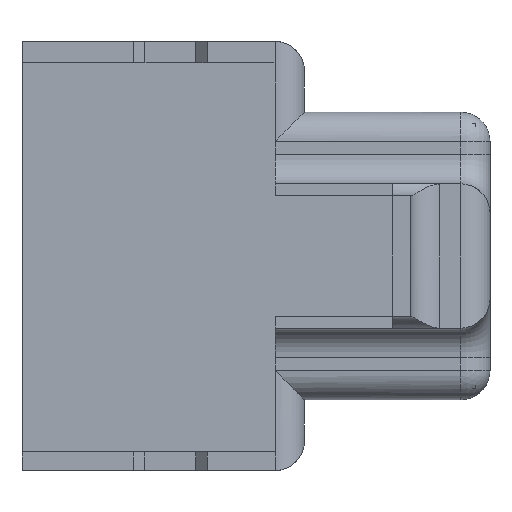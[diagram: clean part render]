
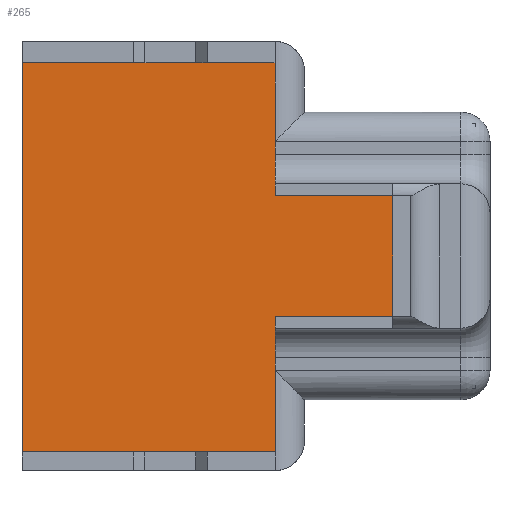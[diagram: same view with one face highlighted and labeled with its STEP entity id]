
A CAD part, left-side view. The second image highlights one B-rep face of the part: STEP entity #265.
In plain terms, the highlighted planar face has unit normal (-1, 0, 0).
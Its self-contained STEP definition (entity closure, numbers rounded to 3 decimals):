
#81 = CARTESIAN_POINT ( 'NONE',  ( 28.548, 2.54, 22.455 ) ) ;
#265 = ADVANCED_FACE ( 'NONE', ( #12635 ), #16670, .T. ) ;
#579 = ORIENTED_EDGE ( 'NONE', *, *, #16610, .F. ) ;
#675 = VERTEX_POINT ( 'NONE', #6948 ) ;
#800 = VECTOR ( 'NONE', #921, 1000. ) ;
#834 = LINE ( 'NONE', #7226, #800 ) ;
#921 = DIRECTION ( 'NONE',  ( 0., 0., 1. ) ) ;
#1000 = ORIENTED_EDGE ( 'NONE', *, *, #4597, .F. ) ;
#1455 = VERTEX_POINT ( 'NONE', #8065 ) ;
#1803 = CARTESIAN_POINT ( 'NONE',  ( 28.548, 79.54, 32.832 ) ) ;
#2986 = LINE ( 'NONE', #1803, #4036 ) ;
#3177 = EDGE_CURVE ( 'NONE', #15679, #16645, #13795, .T. ) ;
#3552 = AXIS2_PLACEMENT_3D ( 'NONE', #5136, #10443, #7733 ) ;
#3570 = VERTEX_POINT ( 'NONE', #13337 ) ;
#3729 = VERTEX_POINT ( 'NONE', #10291 ) ;
#3820 = VECTOR ( 'NONE', #15588, 1000. ) ;
#4036 = VECTOR ( 'NONE', #13266, 1000. ) ;
#4357 = EDGE_CURVE ( 'NONE', #4502, #3570, #13922, .T. ) ;
#4358 = VECTOR ( 'NONE', #8188, 1000. ) ;
#4430 = VECTOR ( 'NONE', #14231, 1000. ) ;
#4502 = VERTEX_POINT ( 'NONE', #14743 ) ;
#4597 = EDGE_CURVE ( 'NONE', #1455, #3729, #834, .T. ) ;
#5022 = CARTESIAN_POINT ( 'NONE',  ( 28.548, 36.54, 22.455 ) ) ;
#5122 = ORIENTED_EDGE ( 'NONE', *, *, #11624, .T. ) ;
#5136 = CARTESIAN_POINT ( 'NONE',  ( 28.548, 36.54, 22.455 ) ) ;
#5645 = LINE ( 'NONE', #8337, #14291 ) ;
#5694 = ORIENTED_EDGE ( 'NONE', *, *, #8315, .F. ) ;
#5742 = LINE ( 'NONE', #10966, #4358 ) ;
#6948 = CARTESIAN_POINT ( 'NONE',  ( 28.548, 36.54, 32.832 ) ) ;
#7167 = CARTESIAN_POINT ( 'NONE',  ( 28.548, 36.54, 22.455 ) ) ;
#7226 = CARTESIAN_POINT ( 'NONE',  ( 28.548, 79.54, 0. ) ) ;
#7733 = DIRECTION ( 'NONE',  ( 0., 0., 1. ) ) ;
#7765 = CARTESIAN_POINT ( 'NONE',  ( 28.548, 2.54, -22.455 ) ) ;
#7990 = LINE ( 'NONE', #10449, #3820 ) ;
#8065 = CARTESIAN_POINT ( 'NONE',  ( 28.548, 79.54, -33.283 ) ) ;
#8188 = DIRECTION ( 'NONE',  ( 0., -1., 0. ) ) ;
#8315 = EDGE_CURVE ( 'NONE', #3729, #675, #2986, .T. ) ;
#8337 = CARTESIAN_POINT ( 'NONE',  ( 28.548, 36.54, 0. ) ) ;
#9247 = ORIENTED_EDGE ( 'NONE', *, *, #12986, .T. ) ;
#10002 = ORIENTED_EDGE ( 'NONE', *, *, #3177, .F. ) ;
#10027 = VECTOR ( 'NONE', #13837, 1000. ) ;
#10161 = DIRECTION ( 'NONE',  ( 0., -1., 0. ) ) ;
#10291 = CARTESIAN_POINT ( 'NONE',  ( 28.548, 79.54, 32.832 ) ) ;
#10443 = DIRECTION ( 'NONE',  ( -1., 0., 0. ) ) ;
#10449 = CARTESIAN_POINT ( 'NONE',  ( 28.548, 36.54, -22.455 ) ) ;
#10966 = CARTESIAN_POINT ( 'NONE',  ( 28.548, 79.54, -33.283 ) ) ;
#11619 = LINE ( 'NONE', #81, #4430 ) ;
#11624 = EDGE_CURVE ( 'NONE', #15679, #675, #5645, .T. ) ;
#11681 = VECTOR ( 'NONE', #10161, 1000. ) ;
#12635 = FACE_OUTER_BOUND ( 'NONE', #14756, .T. ) ;
#12986 = EDGE_CURVE ( 'NONE', #3570, #14521, #7990, .T. ) ;
#13266 = DIRECTION ( 'NONE',  ( 0., -1., 0. ) ) ;
#13299 = CARTESIAN_POINT ( 'NONE',  ( 28.548, 2.54, 22.455 ) ) ;
#13337 = CARTESIAN_POINT ( 'NONE',  ( 28.548, 36.54, -22.455 ) ) ;
#13663 = CARTESIAN_POINT ( 'NONE',  ( 28.548, 36.54, 0. ) ) ;
#13795 = LINE ( 'NONE', #5022, #11681 ) ;
#13837 = DIRECTION ( 'NONE',  ( 0., 0., 1. ) ) ;
#13922 = LINE ( 'NONE', #13663, #10027 ) ;
#14217 = ORIENTED_EDGE ( 'NONE', *, *, #14770, .T. ) ;
#14231 = DIRECTION ( 'NONE',  ( 0., 0., -1. ) ) ;
#14291 = VECTOR ( 'NONE', #15854, 1000. ) ;
#14521 = VERTEX_POINT ( 'NONE', #7765 ) ;
#14743 = CARTESIAN_POINT ( 'NONE',  ( 28.548, 36.54, -33.283 ) ) ;
#14756 = EDGE_LOOP ( 'NONE', ( #579, #10002, #5122, #5694, #1000, #14217, #15877, #9247 ) ) ;
#14770 = EDGE_CURVE ( 'NONE', #1455, #4502, #5742, .T. ) ;
#15588 = DIRECTION ( 'NONE',  ( 0., -1., 0. ) ) ;
#15679 = VERTEX_POINT ( 'NONE', #7167 ) ;
#15854 = DIRECTION ( 'NONE',  ( 0., 0., 1. ) ) ;
#15877 = ORIENTED_EDGE ( 'NONE', *, *, #4357, .T. ) ;
#16610 = EDGE_CURVE ( 'NONE', #16645, #14521, #11619, .T. ) ;
#16645 = VERTEX_POINT ( 'NONE', #13299 ) ;
#16670 = PLANE ( 'NONE',  #3552 ) ;
